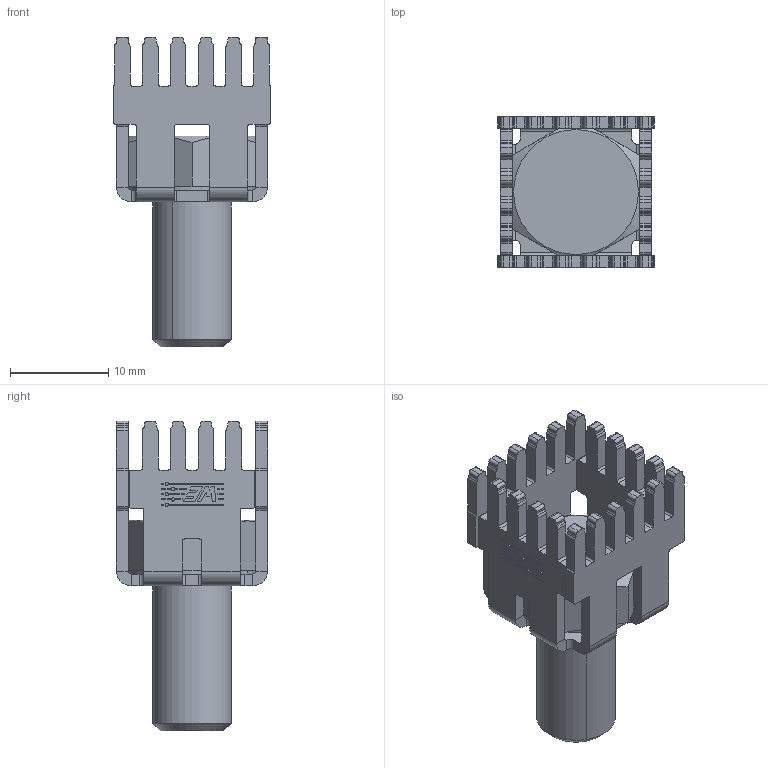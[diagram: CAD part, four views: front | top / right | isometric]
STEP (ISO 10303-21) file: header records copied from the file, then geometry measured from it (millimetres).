
FILE_DESCRIPTION (( 'STEP AP203' ), '1' );
FILE_NAME ('S98979-A03.STEP', '2021-09-10T08:58:15', ( '' ), ( '' ), 'SwSTEP 2.0', 'SolidWorks 2018', '' );
FILE_SCHEMA (( 'CONFIG_CONTROL_DESIGN' ));
Length unit declared in the file: millimetre
Products named in the file (3): S98979-A03; K98431-C; V00684_53080_M8 x 16
Assembly tree (2 placements, depth 2):
  S98979-A03
    K98431-C
    V00684_53080_M8 x 16
Bounding box: 16 x 15.4 x 31.6 mm (x, y, z)
Volume: 2467.7 mm3; surface area: 2932.5 mm2
Topology: 2 solids, 2 shells, 621 faces, 1738 edges, 1134 vertices
Faces by surface type: plane 363, cylinder 252, cone 4, bspline 2
Entity records: 20465 total; most frequent: CARTESIAN_POINT 3710, DIRECTION 3492, ORIENTED_EDGE 3476, EDGE_CURVE 1738, VECTOR 1212, LINE 1212, AXIS2_PLACEMENT_3D 1140, VERTEX_POINT 1134
